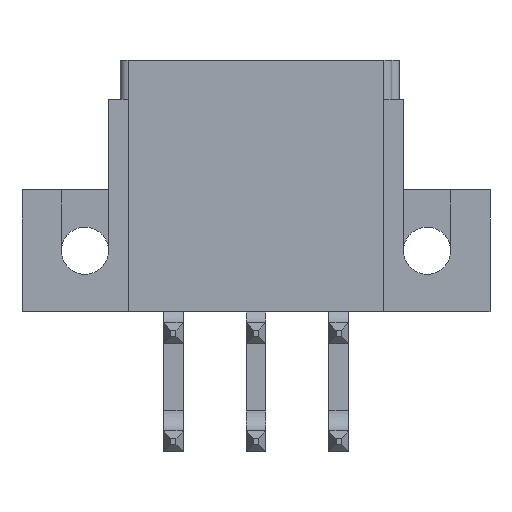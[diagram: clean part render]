
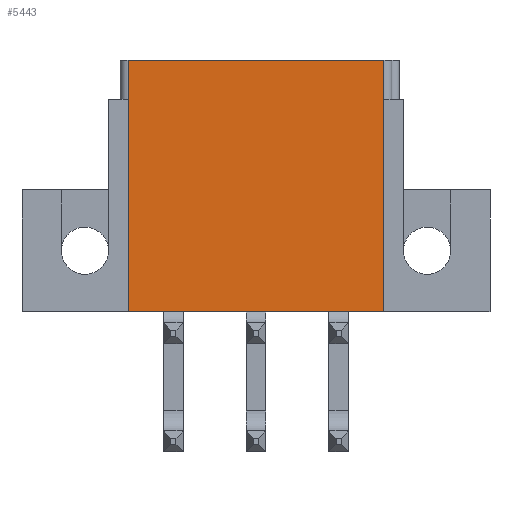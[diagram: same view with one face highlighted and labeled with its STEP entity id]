
A CAD part, front view. The second image highlights one B-rep face of the part: STEP entity #5443.
In plain terms, the highlighted planar face has unit normal (0, -1, 0).
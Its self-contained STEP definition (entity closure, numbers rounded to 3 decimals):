
#121=DIRECTION('',(-1.,0.,0.));
#122=VECTOR('',#121,13.);
#123=CARTESIAN_POINT('',(6.5,0.4,0.));
#124=LINE('',#123,#122);
#444=DIRECTION('',(-1.,0.,0.));
#445=VECTOR('',#444,13.);
#446=CARTESIAN_POINT('',(6.5,0.4,-12.8));
#447=LINE('',#446,#445);
#1688=DIRECTION('',(0.,0.,1.));
#1689=VECTOR('',#1688,2.);
#1690=CARTESIAN_POINT('',(6.5,0.4,-2.));
#1691=LINE('',#1690,#1689);
#1710=DIRECTION('',(0.,0.,1.));
#1711=VECTOR('',#1710,10.8);
#1712=CARTESIAN_POINT('',(6.5,0.4,-12.8));
#1713=LINE('',#1712,#1711);
#2058=DIRECTION('',(0.,0.,1.));
#2059=VECTOR('',#2058,2.);
#2060=CARTESIAN_POINT('',(-6.5,0.4,-2.));
#2061=LINE('',#2060,#2059);
#2119=DIRECTION('',(0.,0.,-1.));
#2120=VECTOR('',#2119,10.8);
#2121=CARTESIAN_POINT('',(-6.5,0.4,-2.));
#2122=LINE('',#2121,#2120);
#2167=CARTESIAN_POINT('',(6.5,0.4,-12.8));
#2168=CARTESIAN_POINT('',(-6.5,0.4,-12.8));
#2169=VERTEX_POINT('',#2167);
#2170=VERTEX_POINT('',#2168);
#2375=CARTESIAN_POINT('',(6.5,0.4,-2.));
#2376=CARTESIAN_POINT('',(6.5,0.4,0.));
#2377=VERTEX_POINT('',#2375);
#2378=VERTEX_POINT('',#2376);
#2419=CARTESIAN_POINT('',(-6.5,0.4,0.));
#2420=VERTEX_POINT('',#2419);
#2421=CARTESIAN_POINT('',(-6.5,0.4,-2.));
#2422=VERTEX_POINT('',#2421);
#5427=CARTESIAN_POINT('',(6.9,0.4,0.));
#5428=DIRECTION('',(0.,-1.,0.));
#5429=DIRECTION('',(-1.,0.,0.));
#5430=AXIS2_PLACEMENT_3D('',#5427,#5428,#5429);
#5431=PLANE('',#5430);
#5432=ORIENTED_EDGE('',*,*,#5418,.F.);
#5434=ORIENTED_EDGE('',*,*,#5433,.F.);
#5435=ORIENTED_EDGE('',*,*,#3217,.T.);
#5437=ORIENTED_EDGE('',*,*,#5436,.F.);
#5439=ORIENTED_EDGE('',*,*,#5438,.T.);
#5440=ORIENTED_EDGE('',*,*,#2814,.F.);
#5441=EDGE_LOOP('',(#5432,#5434,#5435,#5437,#5439,#5440));
#5442=FACE_OUTER_BOUND('',#5441,.F.);
#5443=ADVANCED_FACE('',(#5442),#5431,.T.);
#2814=EDGE_CURVE('',#2378,#2420,#124,.T.);
#3217=EDGE_CURVE('',#2169,#2170,#447,.T.);
#5418=EDGE_CURVE('',#2377,#2378,#1691,.T.);
#5433=EDGE_CURVE('',#2169,#2377,#1713,.T.);
#5436=EDGE_CURVE('',#2422,#2170,#2122,.T.);
#5438=EDGE_CURVE('',#2422,#2420,#2061,.T.);
